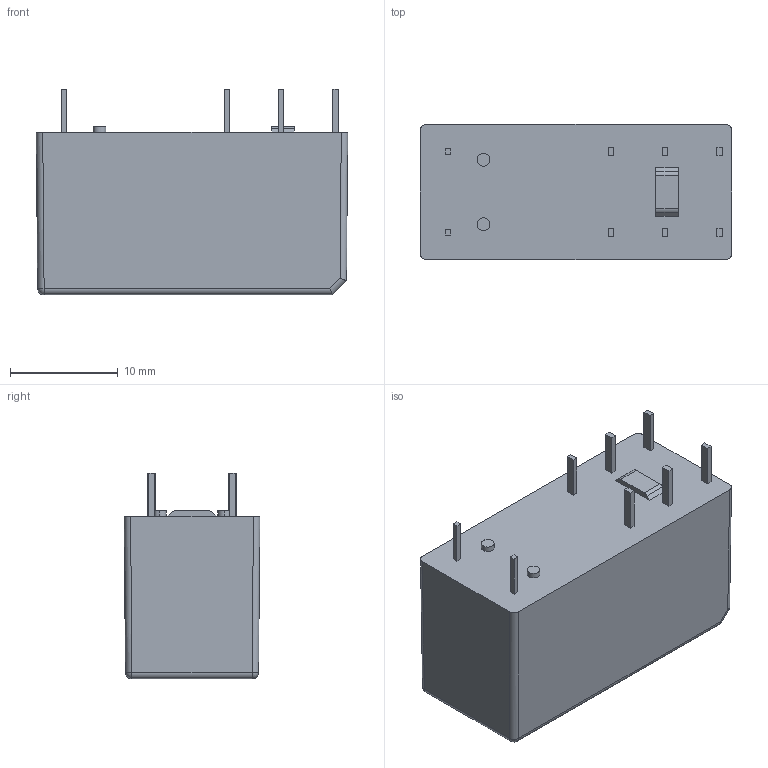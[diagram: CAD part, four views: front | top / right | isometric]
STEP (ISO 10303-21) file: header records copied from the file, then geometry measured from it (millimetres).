
FILE_DESCRIPTION((''),'2;1');
FILE_NAME('C-1-1415899-9','2018-08-13T',('workeradm'),('TE Connectivity Ltd.'),'CREO PARAMETRIC BY PTC INC, 2016050','CREO PARAMETRIC BY PTC INC, 2016050','');
FILE_SCHEMA(('AUTOMOTIVE_DESIGN { 1 0 10303 214 1 1 1 1 }'));
Length unit declared in the file: millimetre
Products named in the file (1): C-1-1415899-9
Bounding box: 28.9 x 12.6 x 19.09 mm (x, y, z)
Volume: 5412.9 mm3; surface area: 2005.2 mm2
Topology: 1 solids, 1 shells, 71 faces, 168 edges, 110 vertices
Faces by surface type: plane 54, cylinder 15, sphere 2
Entity records: 2117 total; most frequent: CARTESIAN_POINT 436, ORIENTED_EDGE 336, DIRECTION 316, EDGE_CURVE 168, VECTOR 138, LINE 138, VERTEX_POINT 110, AXIS2_PLACEMENT_3D 89
